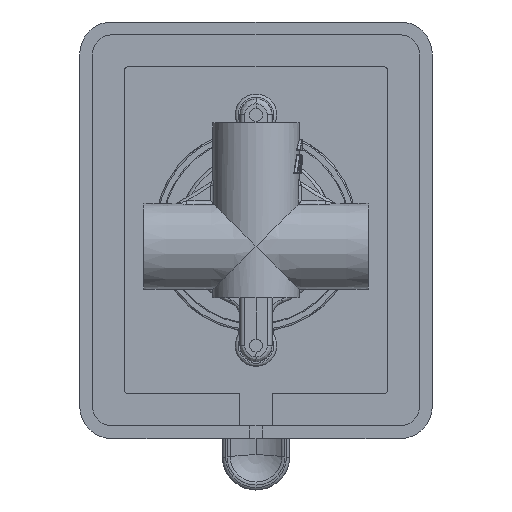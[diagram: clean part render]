
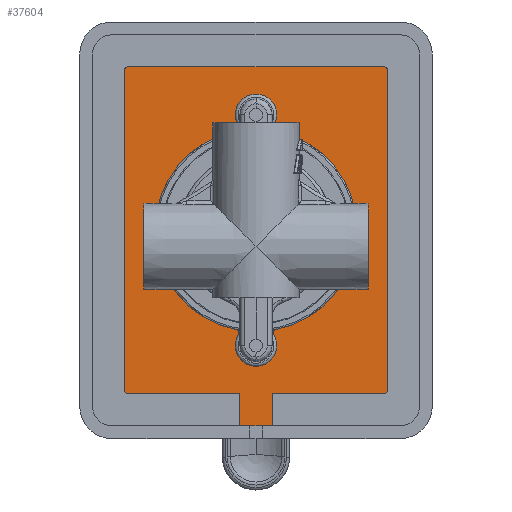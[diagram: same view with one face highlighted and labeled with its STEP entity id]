
A CAD part, front view. The second image highlights one B-rep face of the part: STEP entity #37604.
In plain terms, the highlighted planar face has unit normal (0, -1, 0).
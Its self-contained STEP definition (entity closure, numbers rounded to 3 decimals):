
#35300=CARTESIAN_POINT('',(0.,4.,0.));
#35301=DIRECTION('',(0.,1.,0.));
#35302=DIRECTION('',(-0.194,0.,-0.981));
#35303=AXIS2_PLACEMENT_3D('',#35300,#35301,#35302);
#35351=CARTESIAN_POINT('',(0.,4.,0.));
#35352=DIRECTION('',(0.,1.,0.));
#35353=DIRECTION('',(0.194,0.,0.981));
#35354=AXIS2_PLACEMENT_3D('',#35351,#35352,#35353);
#35361=CARTESIAN_POINT('',(45.,4.,55.));
#35362=DIRECTION('',(0.,-1.,0.));
#35363=DIRECTION('',(1.,0.,0.));
#35364=AXIS2_PLACEMENT_3D('',#35361,#35362,#35363);
#35366=DIRECTION('',(0.,0.,1.));
#35367=VECTOR('',#35366,110.);
#35368=CARTESIAN_POINT('',(51.,4.,-55.));
#35369=LINE('',#35368,#35367);
#35370=CARTESIAN_POINT('',(45.,4.,-55.));
#35371=DIRECTION('',(0.,-1.,0.));
#35372=DIRECTION('',(0.,0.,-1.));
#35373=AXIS2_PLACEMENT_3D('',#35370,#35371,#35372);
#35375=DIRECTION('',(1.,0.,0.));
#35376=VECTOR('',#35375,90.);
#35377=CARTESIAN_POINT('',(-45.,4.,-61.));
#35378=LINE('',#35377,#35376);
#35379=CARTESIAN_POINT('',(-45.,4.,-55.));
#35380=DIRECTION('',(0.,-1.,0.));
#35381=DIRECTION('',(-1.,0.,0.));
#35382=AXIS2_PLACEMENT_3D('',#35379,#35380,#35381);
#35384=DIRECTION('',(0.,0.,-1.));
#35385=VECTOR('',#35384,110.);
#35386=CARTESIAN_POINT('',(-51.,4.,55.));
#35387=LINE('',#35386,#35385);
#35388=CARTESIAN_POINT('',(-45.,4.,55.));
#35389=DIRECTION('',(0.,-1.,0.));
#35390=DIRECTION('',(0.,0.,1.));
#35391=AXIS2_PLACEMENT_3D('',#35388,#35389,#35390);
#35393=DIRECTION('',(-1.,0.,0.));
#35394=VECTOR('',#35393,90.);
#35395=CARTESIAN_POINT('',(45.,4.,61.));
#35396=LINE('',#35395,#35394);
#35397=CARTESIAN_POINT('',(-6.331,4.,-31.979));
#35398=DIRECTION('',(0.,-1.,0.));
#35399=DIRECTION('',(0.844,0.,-0.536));
#35400=AXIS2_PLACEMENT_3D('',#35397,#35398,#35399);
#35402=CARTESIAN_POINT('',(6.331,4.,-31.979));
#35403=DIRECTION('',(0.,-1.,0.));
#35404=DIRECTION('',(-0.194,0.,0.981));
#35405=AXIS2_PLACEMENT_3D('',#35402,#35403,#35404);
#35407=CARTESIAN_POINT('',(6.331,4.,31.979));
#35408=DIRECTION('',(0.,-1.,0.));
#35409=DIRECTION('',(-0.844,0.,0.536));
#35410=AXIS2_PLACEMENT_3D('',#35407,#35408,#35409);
#35412=CARTESIAN_POINT('',(-6.331,4.,31.979));
#35413=DIRECTION('',(0.,-1.,0.));
#35414=DIRECTION('',(0.194,0.,-0.981));
#35415=AXIS2_PLACEMENT_3D('',#35412,#35413,#35414);
#35477=CARTESIAN_POINT('',(0.,4.,-36.));
#35478=DIRECTION('',(0.,1.,0.));
#35479=DIRECTION('',(0.844,0.,0.536));
#35480=AXIS2_PLACEMENT_3D('',#35477,#35478,#35479);
#35627=CARTESIAN_POINT('',(0.,4.,36.));
#35628=DIRECTION('',(0.,1.,0.));
#35629=DIRECTION('',(-0.844,0.,-0.536));
#35630=AXIS2_PLACEMENT_3D('',#35627,#35628,#35629);
#35888=CARTESIAN_POINT('',(51.,4.,55.));
#35889=CARTESIAN_POINT('',(45.,4.,61.));
#35890=VERTEX_POINT('',#35888);
#35891=VERTEX_POINT('',#35889);
#35892=CARTESIAN_POINT('',(-45.,4.,61.));
#35893=VERTEX_POINT('',#35892);
#35894=CARTESIAN_POINT('',(-51.,4.,55.));
#35895=VERTEX_POINT('',#35894);
#35896=CARTESIAN_POINT('',(-51.,4.,-55.));
#35897=VERTEX_POINT('',#35896);
#35898=CARTESIAN_POINT('',(-45.,4.,-61.));
#35899=VERTEX_POINT('',#35898);
#35900=CARTESIAN_POINT('',(45.,4.,-61.));
#35901=VERTEX_POINT('',#35900);
#35902=CARTESIAN_POINT('',(51.,4.,-55.));
#35903=VERTEX_POINT('',#35902);
#36144=CARTESIAN_POINT('',(-5.487,4.,-32.515));
#36145=CARTESIAN_POINT('',(-6.137,4.,-30.998));
#36146=VERTEX_POINT('',#36144);
#36147=VERTEX_POINT('',#36145);
#36154=CARTESIAN_POINT('',(6.137,4.,-30.998));
#36155=CARTESIAN_POINT('',(5.487,4.,-32.515));
#36156=VERTEX_POINT('',#36154);
#36157=VERTEX_POINT('',#36155);
#36168=CARTESIAN_POINT('',(-6.137,4.,30.998));
#36169=CARTESIAN_POINT('',(-5.487,4.,32.515));
#36170=VERTEX_POINT('',#36168);
#36171=VERTEX_POINT('',#36169);
#36172=CARTESIAN_POINT('',(5.487,4.,32.515));
#36173=CARTESIAN_POINT('',(6.137,4.,30.998));
#36174=VERTEX_POINT('',#36172);
#36175=VERTEX_POINT('',#36173);
#37566=CARTESIAN_POINT('',(0.,4.,0.));
#37567=DIRECTION('',(0.,-1.,0.));
#37568=DIRECTION('',(1.,0.,0.));
#37569=AXIS2_PLACEMENT_3D('',#37566,#37567,#37568);
#37570=PLANE('',#37569);
#37572=ORIENTED_EDGE('',*,*,#37571,.F.);
#37574=ORIENTED_EDGE('',*,*,#37573,.F.);
#37576=ORIENTED_EDGE('',*,*,#37575,.F.);
#37578=ORIENTED_EDGE('',*,*,#37577,.F.);
#37580=ORIENTED_EDGE('',*,*,#37579,.F.);
#37582=ORIENTED_EDGE('',*,*,#37581,.F.);
#37584=ORIENTED_EDGE('',*,*,#37583,.F.);
#37586=ORIENTED_EDGE('',*,*,#37585,.F.);
#37587=EDGE_LOOP('',(#37572,#37574,#37576,#37578,#37580,#37582,#37584,#37586));
#37588=FACE_OUTER_BOUND('',#37587,.F.);
#37589=ORIENTED_EDGE('',*,*,#37556,.F.);
#37591=ORIENTED_EDGE('',*,*,#37590,.F.);
#37593=ORIENTED_EDGE('',*,*,#37592,.F.);
#37594=ORIENTED_EDGE('',*,*,#37546,.F.);
#37596=ORIENTED_EDGE('',*,*,#37595,.F.);
#37598=ORIENTED_EDGE('',*,*,#37597,.F.);
#37600=ORIENTED_EDGE('',*,*,#37599,.F.);
#37601=ORIENTED_EDGE('',*,*,#37520,.F.);
#37602=EDGE_LOOP('',(#37589,#37591,#37593,#37594,#37596,#37598,#37600,#37601));
#37603=FACE_BOUND('',#37602,.F.);
#37604=ADVANCED_FACE('',(#37588,#37603),#37570,.T.);
#35304=CIRCLE('',#35303,31.6);
#35355=CIRCLE('',#35354,31.6);
#35365=CIRCLE('',#35364,6.);
#35374=CIRCLE('',#35373,6.);
#35383=CIRCLE('',#35382,6.);
#35392=CIRCLE('',#35391,6.);
#35401=CIRCLE('',#35400,1.);
#35406=CIRCLE('',#35405,1.);
#35411=CIRCLE('',#35410,1.);
#35416=CIRCLE('',#35415,1.);
#35481=CIRCLE('',#35480,6.5);
#35631=CIRCLE('',#35630,6.5);
#37520=EDGE_CURVE('',#36147,#36170,#35304,.T.);
#37546=EDGE_CURVE('',#36175,#36156,#35355,.T.);
#37556=EDGE_CURVE('',#36146,#36147,#35401,.T.);
#37571=EDGE_CURVE('',#35890,#35891,#35365,.T.);
#37573=EDGE_CURVE('',#35903,#35890,#35369,.T.);
#37575=EDGE_CURVE('',#35901,#35903,#35374,.T.);
#37577=EDGE_CURVE('',#35899,#35901,#35378,.T.);
#37579=EDGE_CURVE('',#35897,#35899,#35383,.T.);
#37581=EDGE_CURVE('',#35895,#35897,#35387,.T.);
#37583=EDGE_CURVE('',#35893,#35895,#35392,.T.);
#37585=EDGE_CURVE('',#35891,#35893,#35396,.T.);
#37590=EDGE_CURVE('',#36157,#36146,#35481,.T.);
#37592=EDGE_CURVE('',#36156,#36157,#35406,.T.);
#37595=EDGE_CURVE('',#36174,#36175,#35411,.T.);
#37597=EDGE_CURVE('',#36171,#36174,#35631,.T.);
#37599=EDGE_CURVE('',#36170,#36171,#35416,.T.);
